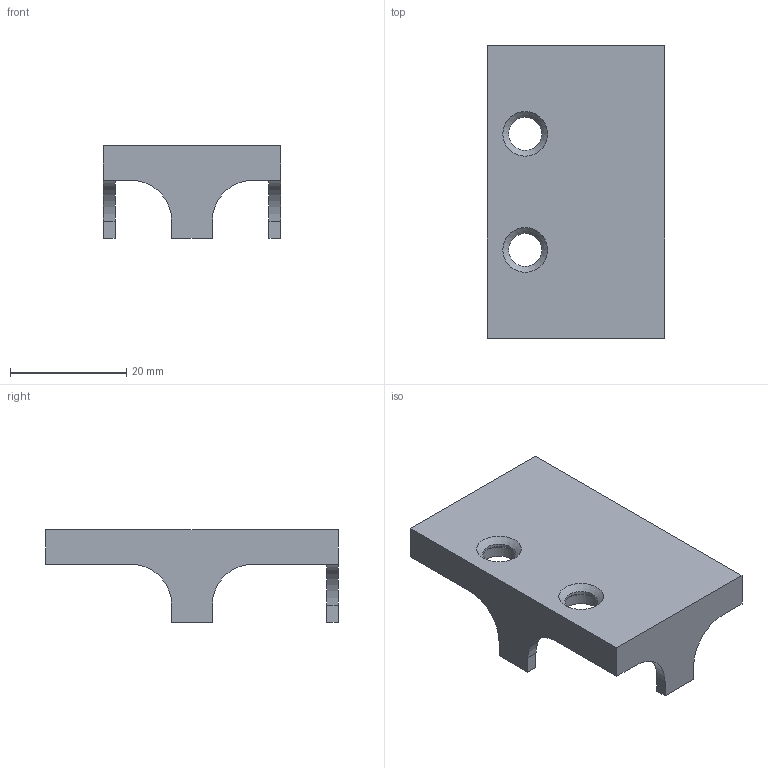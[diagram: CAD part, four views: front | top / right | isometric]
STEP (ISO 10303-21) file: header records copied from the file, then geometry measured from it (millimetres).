
FILE_DESCRIPTION(/* description */ ('STEP AP242','CAx-IF Rec.Pracs.---Representation and Presentation of Product Manufacturing Information (PMI)---4.0---2014-10-13','CAx-IF Rec.Pracs.---3D Tessellated Geometry---0.4---2014-09-14','2;1'),/* implementation_level */ '2;1');
FILE_NAME(/* name */ '6875b9c45495d46536383557',/* time_stamp */ '2025-07-15T02:15:32Z',/* author */ (''),/* organization */ (''),/* preprocessor_version */ 'ST-DEVELOPER v20',/* originating_system */ 'ONSHAPE BY PTC INC, 1.200',/* authorisation */ ' ');
FILE_SCHEMA (('AP242_MANAGED_MODEL_BASED_3D_ENGINEERING_MIM_LF { 1 0 10303 442 1 1 4 }'));
Length unit declared in the file: metre
Products named in the file (1): Battery Tray
Bounding box: 30.5 x 50.4 x 16 mm (x, y, z)
Volume: 7029.4 mm3; surface area: 4996.2 mm2
Topology: 1 solids, 1 shells, 38 faces, 98 edges, 64 vertices
Faces by surface type: plane 24, cylinder 10, cone 4
Full cylindrical faces by diameter (mm): 5.7 x2, 7 x2
Entity records: 1144 total; most frequent: CARTESIAN_POINT 193, DIRECTION 192, ORIENTED_EDGE 180, EDGE_CURVE 90, LINE 66, VECTOR 66, VERTEX_POINT 64, AXIS2_PLACEMENT_3D 63
